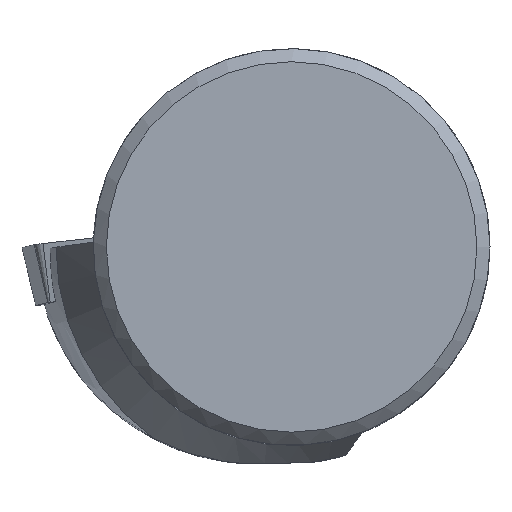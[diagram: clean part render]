
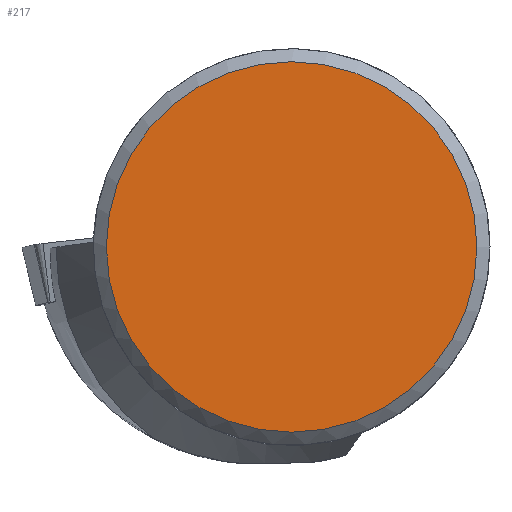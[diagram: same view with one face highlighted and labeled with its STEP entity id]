
A CAD part, top view. The second image highlights one B-rep face of the part: STEP entity #217.
In plain terms, the highlighted planar face has unit normal (0, 0, 1).
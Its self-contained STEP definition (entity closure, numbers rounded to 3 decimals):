
#129=PLANE('',#834);
#152=FACE_OUTER_BOUND('',#301,.T.);
#178=CIRCLE('',#823,7.471);
#217=ADVANCED_FACE('',(#152),#129,.T.);
#301=EDGE_LOOP('',(#484));
#484=ORIENTED_EDGE('',*,*,#676,.F.);
#608=VERTEX_POINT('',#1294);
#676=EDGE_CURVE('',#608,#608,#178,.T.);
#823=AXIS2_PLACEMENT_3D('',#1293,#939,#940);
#834=AXIS2_PLACEMENT_3D('',#1353,#964,#965);
#939=DIRECTION('',(0.,0.,-1.));
#940=DIRECTION('',(1.,0.,0.));
#964=DIRECTION('',(0.,0.,1.));
#965=DIRECTION('',(1.,0.,0.));
#1293=CARTESIAN_POINT('',(0.,0.,0.));
#1294=CARTESIAN_POINT('',(7.471,0.,0.));
#1353=CARTESIAN_POINT('',(0.,0.,0.));
